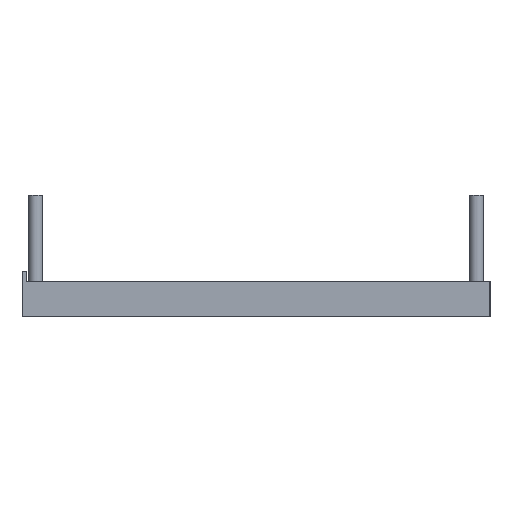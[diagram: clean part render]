
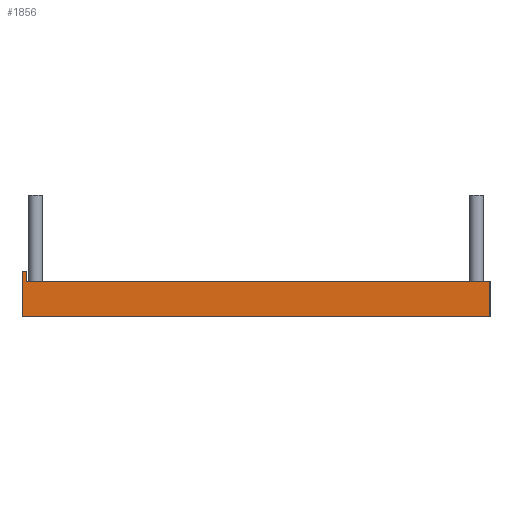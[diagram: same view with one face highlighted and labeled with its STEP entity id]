
A CAD part, left-side view. The second image highlights one B-rep face of the part: STEP entity #1856.
In plain terms, the highlighted planar face has unit normal (-1, 0, 0).
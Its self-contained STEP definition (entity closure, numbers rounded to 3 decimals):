
#57=LINE('',#3039,#163);
#62=LINE('',#3047,#168);
#79=LINE('',#3083,#185);
#113=LINE('',#3262,#219);
#118=LINE('',#3273,#224);
#120=LINE('',#3276,#226);
#163=VECTOR('',#2467,10.);
#168=VECTOR('',#2474,10.);
#185=VECTOR('',#2505,10.);
#219=VECTOR('',#2741,10.);
#224=VECTOR('',#2752,10.);
#226=VECTOR('',#2756,10.);
#485=FACE_OUTER_BOUND('',#683,.T.);
#683=EDGE_LOOP('',(#1636,#1637,#1638,#1639,#1640,#1641));
#895=VERTEX_POINT('',#3036);
#896=VERTEX_POINT('',#3038);
#898=VERTEX_POINT('',#3045);
#910=VERTEX_POINT('',#3082);
#954=VERTEX_POINT('',#3261);
#957=VERTEX_POINT('',#3272);
#1080=EDGE_CURVE('',#895,#896,#57,.T.);
#1085=EDGE_CURVE('',#898,#895,#62,.T.);
#1102=EDGE_CURVE('',#910,#896,#79,.T.);
#1178=EDGE_CURVE('',#954,#910,#113,.T.);
#1183=EDGE_CURVE('',#954,#957,#118,.T.);
#1185=EDGE_CURVE('',#957,#898,#120,.T.);
#1636=ORIENTED_EDGE('',*,*,#1185,.F.);
#1637=ORIENTED_EDGE('',*,*,#1183,.F.);
#1638=ORIENTED_EDGE('',*,*,#1178,.T.);
#1639=ORIENTED_EDGE('',*,*,#1102,.T.);
#1640=ORIENTED_EDGE('',*,*,#1080,.F.);
#1641=ORIENTED_EDGE('',*,*,#1085,.F.);
#1718=PLANE('',#2130);
#1856=ADVANCED_FACE('',(#485),#1718,.T.);
#2130=AXIS2_PLACEMENT_3D('',#3277,#2757,#2758);
#2467=DIRECTION('',(0.,0.,-1.));
#2474=DIRECTION('',(0.,-1.,0.));
#2505=DIRECTION('',(0.,1.,0.));
#2741=DIRECTION('',(0.,0.,1.));
#2752=DIRECTION('',(0.,1.,0.));
#2756=DIRECTION('',(0.,0.,1.));
#2757=DIRECTION('center_axis',(-1.,0.,0.));
#2758=DIRECTION('ref_axis',(0.,-1.,0.));
#3036=CARTESIAN_POINT('',(-18.,185.5,18.625));
#3038=CARTESIAN_POINT('',(-18.,185.5,14.5));
#3039=CARTESIAN_POINT('',(-18.,185.5,20.125));
#3045=CARTESIAN_POINT('',(-18.,187.5,18.625));
#3047=CARTESIAN_POINT('',(-18.,146.125,18.625));
#3082=CARTESIAN_POINT('',(-18.,-3.5,14.5));
#3083=CARTESIAN_POINT('',(-18.,152.,14.5));
#3261=CARTESIAN_POINT('',(-18.,-3.5,0.));
#3262=CARTESIAN_POINT('',(-18.,-3.5,0.));
#3272=CARTESIAN_POINT('',(-18.,187.5,0.));
#3273=CARTESIAN_POINT('',(-18.,165.,0.));
#3276=CARTESIAN_POINT('',(-18.,187.5,14.5));
#3277=CARTESIAN_POINT('Origin',(-18.,174.5,14.5));
